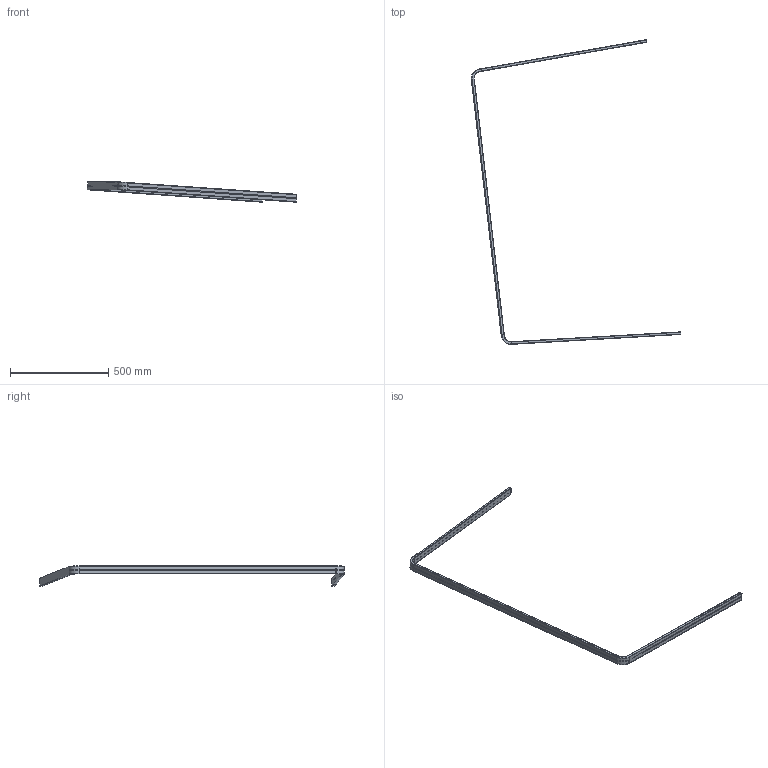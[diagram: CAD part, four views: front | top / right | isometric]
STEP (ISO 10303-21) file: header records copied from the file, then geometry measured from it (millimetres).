
FILE_DESCRIPTION(('FreeCAD Model'),'2;1');
FILE_NAME( 'slice_first_wall_material_mod13.step', '2018-09-02T23:06:15',('FreeCAD'),('FreeCAD'), 'Open CASCADE STEP processor 7.3','FreeCAD','Unknown');
FILE_SCHEMA(('AUTOMOTIVE_DESIGN { 1 0 10303 214 1 1 1 1 }'));
Length unit declared in the file: millimetre
Products named in the file (6): Open CASCADE STEP translator 7.3 14; Open CASCADE STEP translator 7.3 14.1; Open CASCADE STEP translator 7.3 14.2; Open CASCADE STEP translator 7.3 14.3; Open CASCADE STEP translator 7.3 14.4; Open CASCADE STEP translator 7.3 14.5
Assembly tree (5 placements, depth 2):
  Open CASCADE STEP translator 7.3 14
    Open CASCADE STEP translator 7.3 14.1
    Open CASCADE STEP translator 7.3 14.2
    Open CASCADE STEP translator 7.3 14.3
    Open CASCADE STEP translator 7.3 14.4
    Open CASCADE STEP translator 7.3 14.5
Bounding box: 1066.74 x 1550.98 x 103.53 mm (x, y, z)
Volume: 762089.2 mm3; surface area: 789664 mm2
Topology: 5 solids, 5 shells, 70 faces, 180 edges, 120 vertices
Faces by surface type: plane 50, cylinder 20
Entity records: 4596 total; most frequent: CARTESIAN_POINT 1256, DIRECTION 492, ORIENTED_EDGE 360, PCURVE 360, DEFINITIONAL_REPRESENTATION 360, B_SPLINE_CURVE_WITH_KNOTS 240, LINE 220, VECTOR 220
